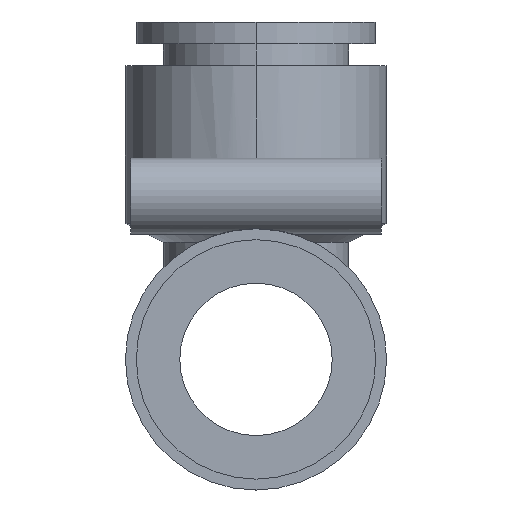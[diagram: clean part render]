
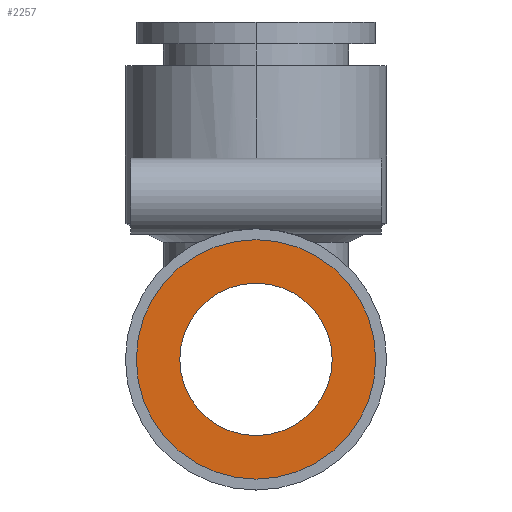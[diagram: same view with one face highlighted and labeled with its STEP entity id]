
A CAD part, left-side view. The second image highlights one B-rep face of the part: STEP entity #2257.
In plain terms, the highlighted planar face has unit normal (-1, 0, 0).
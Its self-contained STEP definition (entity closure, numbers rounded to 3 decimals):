
#35 = AXIS2_PLACEMENT_3D ( 'NONE', #1082, #368, #900 ) ;
#53 = CARTESIAN_POINT ( 'NONE',  ( -31., 0., 11. ) ) ;
#74 = VERTEX_POINT ( 'NONE', #871 ) ;
#90 = AXIS2_PLACEMENT_3D ( 'NONE', #321, #1074, #153 ) ;
#105 = AXIS2_PLACEMENT_3D ( 'NONE', #1862, #950, #1671 ) ;
#124 = DIRECTION ( 'NONE',  ( -1., 0., 0. ) ) ;
#125 = PLANE ( 'NONE',  #90 ) ;
#153 = DIRECTION ( 'NONE',  ( 0., 0., -1. ) ) ;
#247 = EDGE_LOOP ( 'NONE', ( #1153, #1678 ) ) ;
#321 = CARTESIAN_POINT ( 'NONE',  ( -31., 11., 0. ) ) ;
#349 = CARTESIAN_POINT ( 'NONE',  ( -31., 0., 0. ) ) ;
#368 = DIRECTION ( 'NONE',  ( -1., 0., 0. ) ) ;
#480 = EDGE_CURVE ( 'NONE', #603, #1459, #2162, .T. ) ;
#603 = VERTEX_POINT ( 'NONE', #1108 ) ;
#673 = CIRCLE ( 'NONE', #35, 11. ) ;
#714 = VERTEX_POINT ( 'NONE', #744 ) ;
#744 = CARTESIAN_POINT ( 'NONE',  ( -31., 0., -7. ) ) ;
#804 = ORIENTED_EDGE ( 'NONE', *, *, #480, .T. ) ;
#835 = ORIENTED_EDGE ( 'NONE', *, *, #2137, .T. ) ;
#858 = CIRCLE ( 'NONE', #105, 7. ) ;
#871 = CARTESIAN_POINT ( 'NONE',  ( -31., 0., 7. ) ) ;
#875 = EDGE_LOOP ( 'NONE', ( #835, #804 ) ) ;
#900 = DIRECTION ( 'NONE',  ( 0., 0., 1. ) ) ;
#950 = DIRECTION ( 'NONE',  ( -1., 0., 0. ) ) ;
#1054 = CIRCLE ( 'NONE', #1629, 7. ) ;
#1074 = DIRECTION ( 'NONE',  ( 1., 0., 0. ) ) ;
#1082 = CARTESIAN_POINT ( 'NONE',  ( -31., 0., 0. ) ) ;
#1108 = CARTESIAN_POINT ( 'NONE',  ( -31., 0., -11. ) ) ;
#1143 = EDGE_CURVE ( 'NONE', #714, #74, #858, .T. ) ;
#1153 = ORIENTED_EDGE ( 'NONE', *, *, #1475, .F. ) ;
#1286 = AXIS2_PLACEMENT_3D ( 'NONE', #1908, #2038, #1726 ) ;
#1458 = FACE_BOUND ( 'NONE', #247, .T. ) ;
#1459 = VERTEX_POINT ( 'NONE', #53 ) ;
#1475 = EDGE_CURVE ( 'NONE', #74, #714, #1054, .T. ) ;
#1629 = AXIS2_PLACEMENT_3D ( 'NONE', #349, #124, #1754 ) ;
#1671 = DIRECTION ( 'NONE',  ( 0., 0., 1. ) ) ;
#1678 = ORIENTED_EDGE ( 'NONE', *, *, #1143, .F. ) ;
#1726 = DIRECTION ( 'NONE',  ( 0., 0., 1. ) ) ;
#1754 = DIRECTION ( 'NONE',  ( 0., 0., 1. ) ) ;
#1862 = CARTESIAN_POINT ( 'NONE',  ( -31., 0., 0. ) ) ;
#1908 = CARTESIAN_POINT ( 'NONE',  ( -31., 0., 0. ) ) ;
#2038 = DIRECTION ( 'NONE',  ( -1., 0., 0. ) ) ;
#2137 = EDGE_CURVE ( 'NONE', #1459, #603, #673, .T. ) ;
#2162 = CIRCLE ( 'NONE', #1286, 11. ) ;
#2257 = ADVANCED_FACE ( 'NONE', ( #1458, #2335 ), #125, .F. ) ;
#2335 = FACE_OUTER_BOUND ( 'NONE', #875, .T. ) ;
